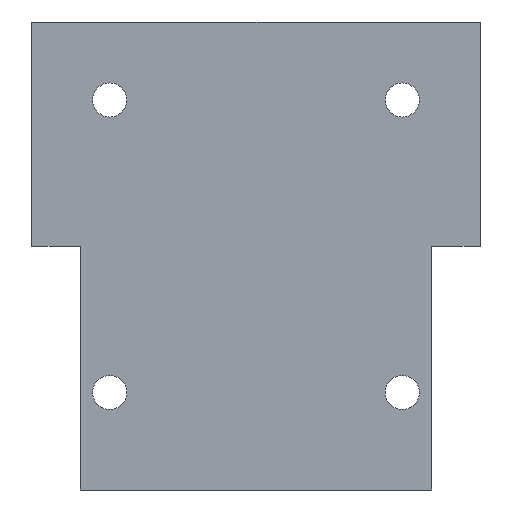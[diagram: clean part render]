
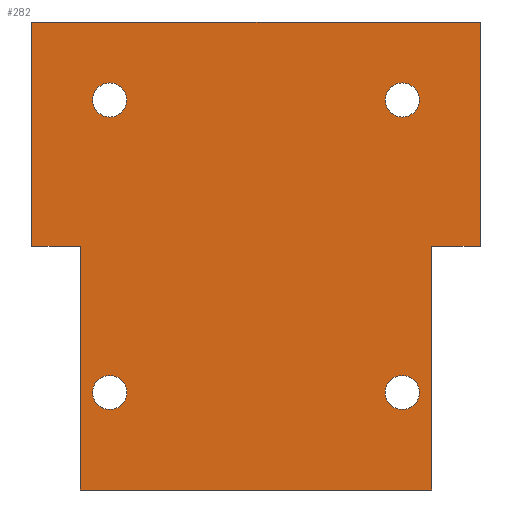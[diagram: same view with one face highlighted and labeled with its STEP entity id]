
A CAD part, front view. The second image highlights one B-rep face of the part: STEP entity #282.
In plain terms, the highlighted planar face has unit normal (0, -1, 0).
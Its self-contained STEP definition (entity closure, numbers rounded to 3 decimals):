
#19=FACE_BOUND('',#65,.T.);
#20=FACE_BOUND('',#66,.T.);
#21=FACE_BOUND('',#67,.T.);
#22=FACE_BOUND('',#68,.T.);
#32=PLANE('',#327);
#46=FACE_OUTER_BOUND('',#64,.T.);
#64=EDGE_LOOP('',(#253,#254,#255,#256,#257,#258,#259,#260));
#65=EDGE_LOOP('',(#261));
#66=EDGE_LOOP('',(#262));
#67=EDGE_LOOP('',(#263));
#68=EDGE_LOOP('',(#264));
#73=LINE('',#430,#101);
#77=LINE('',#438,#105);
#80=LINE('',#444,#108);
#83=LINE('',#450,#111);
#86=LINE('',#456,#114);
#89=LINE('',#462,#117);
#92=LINE('',#468,#120);
#95=LINE('',#473,#123);
#101=VECTOR('',#360,10.);
#105=VECTOR('',#366,10.);
#108=VECTOR('',#371,10.);
#111=VECTOR('',#376,10.);
#114=VECTOR('',#381,10.);
#117=VECTOR('',#386,10.);
#120=VECTOR('',#391,10.);
#123=VECTOR('',#396,10.);
#126=CIRCLE('',#308,1.75);
#128=CIRCLE('',#311,1.75);
#130=CIRCLE('',#314,1.75);
#132=CIRCLE('',#317,1.75);
#134=VERTEX_POINT('',#406);
#136=VERTEX_POINT('',#412);
#138=VERTEX_POINT('',#418);
#140=VERTEX_POINT('',#424);
#141=VERTEX_POINT('',#428);
#142=VERTEX_POINT('',#429);
#145=VERTEX_POINT('',#437);
#147=VERTEX_POINT('',#443);
#149=VERTEX_POINT('',#449);
#151=VERTEX_POINT('',#455);
#153=VERTEX_POINT('',#461);
#155=VERTEX_POINT('',#467);
#159=EDGE_CURVE('',#134,#134,#126,.T.);
#162=EDGE_CURVE('',#136,#136,#128,.T.);
#165=EDGE_CURVE('',#138,#138,#130,.T.);
#168=EDGE_CURVE('',#140,#140,#132,.T.);
#169=EDGE_CURVE('',#141,#142,#73,.T.);
#173=EDGE_CURVE('',#145,#141,#77,.T.);
#176=EDGE_CURVE('',#147,#145,#80,.T.);
#179=EDGE_CURVE('',#149,#147,#83,.T.);
#182=EDGE_CURVE('',#151,#149,#86,.T.);
#185=EDGE_CURVE('',#153,#151,#89,.T.);
#188=EDGE_CURVE('',#155,#153,#92,.T.);
#191=EDGE_CURVE('',#142,#155,#95,.T.);
#253=ORIENTED_EDGE('',*,*,#191,.F.);
#254=ORIENTED_EDGE('',*,*,#169,.F.);
#255=ORIENTED_EDGE('',*,*,#173,.F.);
#256=ORIENTED_EDGE('',*,*,#176,.F.);
#257=ORIENTED_EDGE('',*,*,#179,.F.);
#258=ORIENTED_EDGE('',*,*,#182,.F.);
#259=ORIENTED_EDGE('',*,*,#185,.F.);
#260=ORIENTED_EDGE('',*,*,#188,.F.);
#261=ORIENTED_EDGE('',*,*,#168,.F.);
#262=ORIENTED_EDGE('',*,*,#165,.F.);
#263=ORIENTED_EDGE('',*,*,#162,.F.);
#264=ORIENTED_EDGE('',*,*,#159,.F.);
#282=ADVANCED_FACE('',(#46,#19,#20,#21,#22),#32,.F.);
#308=AXIS2_PLACEMENT_3D('',#408,#335,#336);
#311=AXIS2_PLACEMENT_3D('',#414,#342,#343);
#314=AXIS2_PLACEMENT_3D('',#420,#349,#350);
#317=AXIS2_PLACEMENT_3D('',#426,#356,#357);
#327=AXIS2_PLACEMENT_3D('',#476,#400,#401);
#335=DIRECTION('center_axis',(0.,-1.,0.));
#336=DIRECTION('ref_axis',(1.,0.,0.));
#342=DIRECTION('center_axis',(0.,-1.,0.));
#343=DIRECTION('ref_axis',(1.,0.,0.));
#349=DIRECTION('center_axis',(0.,-1.,0.));
#350=DIRECTION('ref_axis',(1.,0.,0.));
#356=DIRECTION('center_axis',(0.,-1.,0.));
#357=DIRECTION('ref_axis',(1.,0.,0.));
#360=DIRECTION('',(1.,0.,0.));
#366=DIRECTION('',(0.,0.,1.));
#371=DIRECTION('',(-1.,0.,0.));
#376=DIRECTION('',(0.,0.,1.));
#381=DIRECTION('',(-1.,0.,0.));
#386=DIRECTION('',(0.,0.,-1.));
#391=DIRECTION('',(-1.,0.,0.));
#396=DIRECTION('',(0.,0.,-1.));
#400=DIRECTION('center_axis',(0.,1.,0.));
#401=DIRECTION('ref_axis',(0.,0.,1.));
#406=CARTESIAN_POINT('',(-30.875,0.,-28.484));
#408=CARTESIAN_POINT('Origin',(-29.125,0.,-28.484));
#412=CARTESIAN_POINT('',(-0.875,0.,-28.484));
#414=CARTESIAN_POINT('Origin',(0.875,0.,-28.484));
#418=CARTESIAN_POINT('',(-0.875,0.,1.516));
#420=CARTESIAN_POINT('Origin',(0.875,0.,1.516));
#424=CARTESIAN_POINT('',(-30.875,0.,1.516));
#426=CARTESIAN_POINT('Origin',(-29.125,0.,1.516));
#428=CARTESIAN_POINT('',(-37.125,0.,9.516));
#429=CARTESIAN_POINT('',(8.875,0.,9.516));
#430=CARTESIAN_POINT('',(-37.125,0.,9.516));
#437=CARTESIAN_POINT('',(-37.125,0.,-13.484));
#438=CARTESIAN_POINT('',(-37.125,0.,-13.484));
#443=CARTESIAN_POINT('',(-32.125,0.,-13.484));
#444=CARTESIAN_POINT('',(-32.125,0.,-13.484));
#449=CARTESIAN_POINT('',(-32.125,0.,-38.484));
#450=CARTESIAN_POINT('',(-32.125,0.,-38.484));
#455=CARTESIAN_POINT('',(3.875,0.,-38.484));
#456=CARTESIAN_POINT('',(3.875,0.,-38.484));
#461=CARTESIAN_POINT('',(3.875,0.,-13.484));
#462=CARTESIAN_POINT('',(3.875,0.,-13.484));
#467=CARTESIAN_POINT('',(8.875,0.,-13.484));
#468=CARTESIAN_POINT('',(8.875,0.,-13.484));
#473=CARTESIAN_POINT('',(8.875,0.,9.516));
#476=CARTESIAN_POINT('Origin',(-14.125,0.,-14.484));
